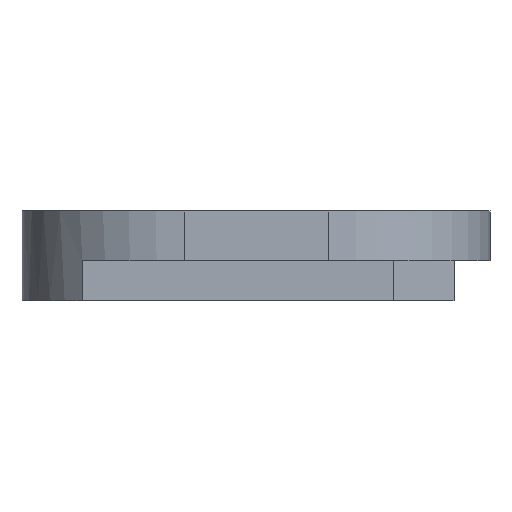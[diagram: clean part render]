
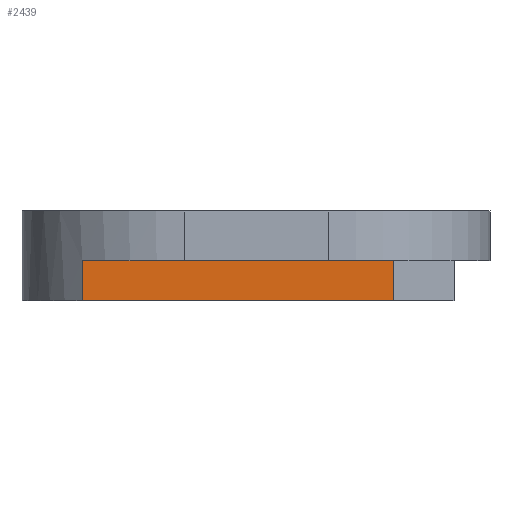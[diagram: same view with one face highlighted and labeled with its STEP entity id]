
A CAD part, left-side view. The second image highlights one B-rep face of the part: STEP entity #2439.
In plain terms, the highlighted planar face has unit normal (-1, 0, 0).
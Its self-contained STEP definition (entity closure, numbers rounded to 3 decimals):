
#217 = CYLINDRICAL_SURFACE('',#218,9.);
#218 = AXIS2_PLACEMENT_3D('',#219,#220,#221);
#219 = CARTESIAN_POINT('',(9.,17.,0.));
#220 = DIRECTION('',(-0.,-0.,-1.));
#221 = DIRECTION('',(1.,0.,0.));
#875 = PLANE('',#876);
#876 = AXIS2_PLACEMENT_3D('',#877,#878,#879);
#877 = CARTESIAN_POINT('',(17.091,4.184,2.25));
#878 = DIRECTION('',(-0.,-0.,-1.));
#879 = DIRECTION('',(-1.,0.,0.));
#985 = VERTEX_POINT('',#986);
#986 = CARTESIAN_POINT('',(2.,22.657,0.));
#1001 = PLANE('',#1002);
#1002 = AXIS2_PLACEMENT_3D('',#1003,#1004,#1005);
#1003 = CARTESIAN_POINT('',(24.114,13.,0.));
#1004 = DIRECTION('',(-0.,-0.,-1.));
#1005 = DIRECTION('',(-1.,0.,0.));
#1041 = VERTEX_POINT('',#1042);
#1042 = CARTESIAN_POINT('',(2.,22.657,2.25));
#1064 = EDGE_CURVE('',#1041,#985,#1065,.T.);
#1065 = SURFACE_CURVE('',#1066,(#1070,#1076),.PCURVE_S1.);
#1066 = LINE('',#1067,#1068);
#1067 = CARTESIAN_POINT('',(2.,22.657,0.));
#1068 = VECTOR('',#1069,1.);
#1069 = DIRECTION('',(-0.,-0.,-1.));
#1070 = PCURVE('',#217,#1071);
#1071 = DEFINITIONAL_REPRESENTATION('',(#1072),#1075);
#1072 = B_SPLINE_CURVE_WITH_KNOTS('',1,(#1073,#1074),.UNSPECIFIED.,.F.,
  .F.,(2,2),(-2.475,0.),.PIECEWISE_BEZIER_KNOTS.);
#1073 = CARTESIAN_POINT('',(-2.462,-2.475));
#1074 = CARTESIAN_POINT('',(-2.462,0.));
#1075 = ( GEOMETRIC_REPRESENTATION_CONTEXT(2) 
PARAMETRIC_REPRESENTATION_CONTEXT() REPRESENTATION_CONTEXT('2D SPACE',''
  ) );
#1076 = PCURVE('',#1077,#1082);
#1077 = PLANE('',#1078);
#1078 = AXIS2_PLACEMENT_3D('',#1079,#1080,#1081);
#1079 = CARTESIAN_POINT('',(2.,25.,0.));
#1080 = DIRECTION('',(1.,0.,0.));
#1081 = DIRECTION('',(0.,-1.,0.));
#1082 = DEFINITIONAL_REPRESENTATION('',(#1083),#1086);
#1083 = B_SPLINE_CURVE_WITH_KNOTS('',1,(#1084,#1085),.UNSPECIFIED.,.F.,
  .F.,(2,2),(-2.475,0.),.PIECEWISE_BEZIER_KNOTS.);
#1084 = CARTESIAN_POINT('',(2.343,-2.475));
#1085 = CARTESIAN_POINT('',(2.343,0.));
#1086 = ( GEOMETRIC_REPRESENTATION_CONTEXT(2) 
PARAMETRIC_REPRESENTATION_CONTEXT() REPRESENTATION_CONTEXT('2D SPACE',''
  ) );
#2195 = EDGE_CURVE('',#1041,#2196,#2198,.T.);
#2196 = VERTEX_POINT('',#2197);
#2197 = CARTESIAN_POINT('',(2.,5.34,2.25));
#2198 = SURFACE_CURVE('',#2199,(#2203,#2210),.PCURVE_S1.);
#2199 = LINE('',#2200,#2201);
#2200 = CARTESIAN_POINT('',(2.,25.,2.25));
#2201 = VECTOR('',#2202,1.);
#2202 = DIRECTION('',(0.,-1.,0.));
#2203 = PCURVE('',#875,#2204);
#2204 = DEFINITIONAL_REPRESENTATION('',(#2205),#2209);
#2205 = LINE('',#2206,#2207);
#2206 = CARTESIAN_POINT('',(15.091,20.816));
#2207 = VECTOR('',#2208,1.);
#2208 = DIRECTION('',(0.,-1.));
#2209 = ( GEOMETRIC_REPRESENTATION_CONTEXT(2) 
PARAMETRIC_REPRESENTATION_CONTEXT() REPRESENTATION_CONTEXT('2D SPACE',''
  ) );
#2210 = PCURVE('',#1077,#2211);
#2211 = DEFINITIONAL_REPRESENTATION('',(#2212),#2216);
#2212 = LINE('',#2213,#2214);
#2213 = CARTESIAN_POINT('',(0.,-2.25));
#2214 = VECTOR('',#2215,1.);
#2215 = DIRECTION('',(1.,0.));
#2216 = ( GEOMETRIC_REPRESENTATION_CONTEXT(2) 
PARAMETRIC_REPRESENTATION_CONTEXT() REPRESENTATION_CONTEXT('2D SPACE',''
  ) );
#2234 = PLANE('',#2235);
#2235 = AXIS2_PLACEMENT_3D('',#2236,#2237,#2238);
#2236 = CARTESIAN_POINT('',(2.,5.34,0.));
#2237 = DIRECTION('',(0.707,0.707,0.));
#2238 = DIRECTION('',(0.707,-0.707,0.));
#2296 = EDGE_CURVE('',#985,#2297,#2299,.T.);
#2297 = VERTEX_POINT('',#2298);
#2298 = CARTESIAN_POINT('',(2.,5.34,0.));
#2299 = SURFACE_CURVE('',#2300,(#2304,#2311),.PCURVE_S1.);
#2300 = LINE('',#2301,#2302);
#2301 = CARTESIAN_POINT('',(2.,25.,0.));
#2302 = VECTOR('',#2303,1.);
#2303 = DIRECTION('',(0.,-1.,0.));
#2304 = PCURVE('',#1001,#2305);
#2305 = DEFINITIONAL_REPRESENTATION('',(#2306),#2310);
#2306 = LINE('',#2307,#2308);
#2307 = CARTESIAN_POINT('',(22.114,12.));
#2308 = VECTOR('',#2309,1.);
#2309 = DIRECTION('',(0.,-1.));
#2310 = ( GEOMETRIC_REPRESENTATION_CONTEXT(2) 
PARAMETRIC_REPRESENTATION_CONTEXT() REPRESENTATION_CONTEXT('2D SPACE',''
  ) );
#2311 = PCURVE('',#1077,#2312);
#2312 = DEFINITIONAL_REPRESENTATION('',(#2313),#2317);
#2313 = LINE('',#2314,#2315);
#2314 = CARTESIAN_POINT('',(0.,0.));
#2315 = VECTOR('',#2316,1.);
#2316 = DIRECTION('',(1.,0.));
#2317 = ( GEOMETRIC_REPRESENTATION_CONTEXT(2) 
PARAMETRIC_REPRESENTATION_CONTEXT() REPRESENTATION_CONTEXT('2D SPACE',''
  ) );
#2439 = ADVANCED_FACE('',(#2440),#1077,.F.);
#2440 = FACE_BOUND('',#2441,.F.);
#2441 = EDGE_LOOP('',(#2442,#2443,#2444,#2445));
#2442 = ORIENTED_EDGE('',*,*,#2296,.F.);
#2443 = ORIENTED_EDGE('',*,*,#1064,.F.);
#2444 = ORIENTED_EDGE('',*,*,#2195,.T.);
#2445 = ORIENTED_EDGE('',*,*,#2446,.F.);
#2446 = EDGE_CURVE('',#2297,#2196,#2447,.T.);
#2447 = SURFACE_CURVE('',#2448,(#2452,#2459),.PCURVE_S1.);
#2448 = LINE('',#2449,#2450);
#2449 = CARTESIAN_POINT('',(2.,5.34,0.));
#2450 = VECTOR('',#2451,1.);
#2451 = DIRECTION('',(0.,0.,1.));
#2452 = PCURVE('',#1077,#2453);
#2453 = DEFINITIONAL_REPRESENTATION('',(#2454),#2458);
#2454 = LINE('',#2455,#2456);
#2455 = CARTESIAN_POINT('',(19.66,0.));
#2456 = VECTOR('',#2457,1.);
#2457 = DIRECTION('',(0.,-1.));
#2458 = ( GEOMETRIC_REPRESENTATION_CONTEXT(2) 
PARAMETRIC_REPRESENTATION_CONTEXT() REPRESENTATION_CONTEXT('2D SPACE',''
  ) );
#2459 = PCURVE('',#2234,#2460);
#2460 = DEFINITIONAL_REPRESENTATION('',(#2461),#2465);
#2461 = LINE('',#2462,#2463);
#2462 = CARTESIAN_POINT('',(0.,0.));
#2463 = VECTOR('',#2464,1.);
#2464 = DIRECTION('',(0.,-1.));
#2465 = ( GEOMETRIC_REPRESENTATION_CONTEXT(2) 
PARAMETRIC_REPRESENTATION_CONTEXT() REPRESENTATION_CONTEXT('2D SPACE',''
  ) );
